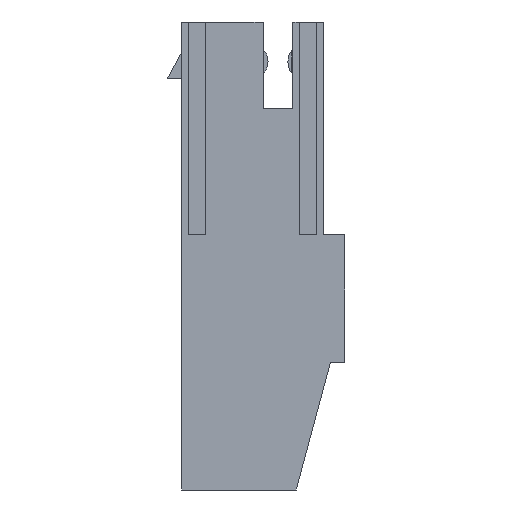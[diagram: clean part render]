
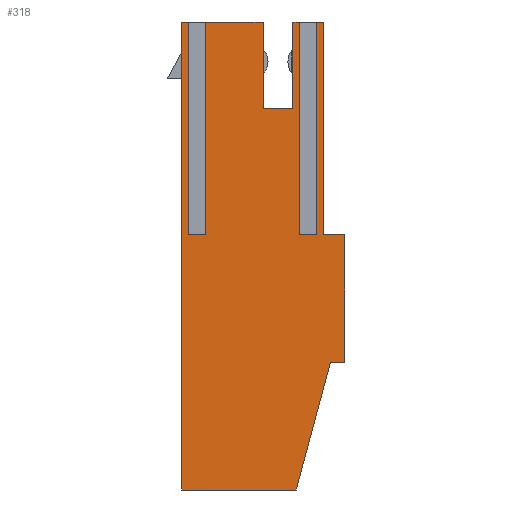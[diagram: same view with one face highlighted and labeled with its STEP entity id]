
A CAD part, front view. The second image highlights one B-rep face of the part: STEP entity #318.
In plain terms, the highlighted planar face has unit normal (0, -1, 0).
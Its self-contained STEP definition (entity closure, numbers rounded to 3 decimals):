
#318 = ADVANCED_FACE( '', ( #751 ), #752, .F. );
#751 = FACE_OUTER_BOUND( '', #1304, .T. );
#752 = PLANE( '', #1305 );
#1304 = EDGE_LOOP( '', ( #2195, #2196, #2197, #2198, #2199, #2200, #2201, #2202, #2203, #2204, #2205, #2206, #2207, #2208, #2209, #2210, #2211, #2212, #2213, #2214 ) );
#1305 = AXIS2_PLACEMENT_3D( '', #2215, #2216, #2217 );
#2195 = ORIENTED_EDGE( '', *, *, #3309, .T. );
#2196 = ORIENTED_EDGE( '', *, *, #3598, .F. );
#2197 = ORIENTED_EDGE( '', *, *, #3599, .T. );
#2198 = ORIENTED_EDGE( '', *, *, #3600, .T. );
#2199 = ORIENTED_EDGE( '', *, *, #3305, .T. );
#2200 = ORIENTED_EDGE( '', *, *, #3601, .T. );
#2201 = ORIENTED_EDGE( '', *, *, #3574, .T. );
#2202 = ORIENTED_EDGE( '', *, *, #3602, .T. );
#2203 = ORIENTED_EDGE( '', *, *, #3417, .T. );
#2204 = ORIENTED_EDGE( '', *, *, #3603, .T. );
#2205 = ORIENTED_EDGE( '', *, *, #3604, .T. );
#2206 = ORIENTED_EDGE( '', *, *, #3605, .T. );
#2207 = ORIENTED_EDGE( '', *, *, #3606, .T. );
#2208 = ORIENTED_EDGE( '', *, *, #3607, .F. );
#2209 = ORIENTED_EDGE( '', *, *, #3608, .T. );
#2210 = ORIENTED_EDGE( '', *, *, #3371, .T. );
#2211 = ORIENTED_EDGE( '', *, *, #3609, .T. );
#2212 = ORIENTED_EDGE( '', *, *, #3407, .T. );
#2213 = ORIENTED_EDGE( '', *, *, #3610, .T. );
#2214 = ORIENTED_EDGE( '', *, *, #3511, .T. );
#2215 = CARTESIAN_POINT( '', ( -7.75, 43.65, -33. ) );
#2216 = DIRECTION( '', ( 0., 1., 0. ) );
#2217 = DIRECTION( '', ( 1., 0., 0. ) );
#3305 = EDGE_CURVE( '', #3958, #3956, #3959, .T. );
#3309 = EDGE_CURVE( '', #3966, #3964, #3967, .T. );
#3371 = EDGE_CURVE( '', #4073, #4070, #4074, .T. );
#3407 = EDGE_CURVE( '', #4132, #4134, #4136, .T. );
#3417 = EDGE_CURVE( '', #4147, #4152, #4154, .T. );
#3511 = EDGE_CURVE( '', #4312, #3966, #4314, .T. );
#3574 = EDGE_CURVE( '', #4409, #4414, #4416, .T. );
#3598 = EDGE_CURVE( '', #4452, #3964, #4453, .T. );
#3599 = EDGE_CURVE( '', #4452, #4454, #4455, .T. );
#3600 = EDGE_CURVE( '', #4454, #3958, #4456, .T. );
#3601 = EDGE_CURVE( '', #3956, #4409, #4457, .T. );
#3602 = EDGE_CURVE( '', #4414, #4147, #4458, .T. );
#3603 = EDGE_CURVE( '', #4152, #4459, #4460, .T. );
#3604 = EDGE_CURVE( '', #4459, #4461, #4462, .T. );
#3605 = EDGE_CURVE( '', #4461, #4463, #4464, .T. );
#3606 = EDGE_CURVE( '', #4463, #4465, #4466, .T. );
#3607 = EDGE_CURVE( '', #4467, #4465, #4468, .T. );
#3608 = EDGE_CURVE( '', #4467, #4073, #4469, .T. );
#3609 = EDGE_CURVE( '', #4070, #4132, #4470, .T. );
#3610 = EDGE_CURVE( '', #4134, #4312, #4471, .T. );
#3956 = VERTEX_POINT( '', #4912 );
#3958 = VERTEX_POINT( '', #4915 );
#3959 = LINE( '', #4916, #4917 );
#3964 = VERTEX_POINT( '', #4924 );
#3966 = VERTEX_POINT( '', #4927 );
#3967 = LINE( '', #4928, #4929 );
#4070 = VERTEX_POINT( '', #5074 );
#4073 = VERTEX_POINT( '', #5078 );
#4074 = LINE( '', #5079, #5080 );
#4132 = VERTEX_POINT( '', #5156 );
#4134 = VERTEX_POINT( '', #5159 );
#4136 = LINE( '', #5162, #5163 );
#4147 = VERTEX_POINT( '', #5176 );
#4152 = VERTEX_POINT( '', #5183 );
#4154 = LINE( '', #5186, #5187 );
#4312 = VERTEX_POINT( '', #5409 );
#4314 = LINE( '', #5412, #5413 );
#4409 = VERTEX_POINT( '', #5544 );
#4414 = VERTEX_POINT( '', #5551 );
#4416 = LINE( '', #5554, #5555 );
#4452 = VERTEX_POINT( '', #5605 );
#4453 = LINE( '', #5606, #5607 );
#4454 = VERTEX_POINT( '', #5608 );
#4455 = LINE( '', #5609, #5610 );
#4456 = LINE( '', #5611, #5612 );
#4457 = LINE( '', #5613, #5614 );
#4458 = LINE( '', #5615, #5616 );
#4459 = VERTEX_POINT( '', #5617 );
#4460 = LINE( '', #5618, #5619 );
#4461 = VERTEX_POINT( '', #5620 );
#4462 = LINE( '', #5621, #5622 );
#4463 = VERTEX_POINT( '', #5623 );
#4464 = LINE( '', #5624, #5625 );
#4465 = VERTEX_POINT( '', #5626 );
#4466 = LINE( '', #5627, #5628 );
#4467 = VERTEX_POINT( '', #5629 );
#4468 = LINE( '', #5630, #5631 );
#4469 = LINE( '', #5632, #5633 );
#4470 = LINE( '', #5634, #5635 );
#4471 = LINE( '', #5636, #5637 );
#4912 = CARTESIAN_POINT( '', ( -7.75, 43.65, 0. ) );
#4915 = CARTESIAN_POINT( '', ( -6.95, 43.65, 0. ) );
#4916 = CARTESIAN_POINT( '', ( 2.25, 43.65, 0. ) );
#4917 = VECTOR( '', #6214, 1000. );
#4924 = CARTESIAN_POINT( '', ( -6.35, 43.65, 0. ) );
#4927 = CARTESIAN_POINT( '', ( -2., 43.65, 0. ) );
#4928 = CARTESIAN_POINT( '', ( 2.25, 43.65, 0. ) );
#4929 = VECTOR( '', #6218, 1000. );
#5074 = CARTESIAN_POINT( '', ( 0.85, 43.65, 0. ) );
#5078 = CARTESIAN_POINT( '', ( 0.85, 43.65, -15. ) );
#5079 = CARTESIAN_POINT( '', ( 0.85, 43.65, -15. ) );
#5080 = VECTOR( '', #6283, 1000. );
#5156 = CARTESIAN_POINT( '', ( 0.1, 43.65, 0. ) );
#5159 = CARTESIAN_POINT( '', ( 0.1, 43.65, -6.1 ) );
#5162 = CARTESIAN_POINT( '', ( 0.1, 43.65, -6.1 ) );
#5163 = VECTOR( '', #6331, 1000. );
#5176 = CARTESIAN_POINT( '', ( 2.75, 43.65, -24. ) );
#5183 = CARTESIAN_POINT( '', ( 3.75, 43.65, -24. ) );
#5186 = CARTESIAN_POINT( '', ( 2.75, 43.65, -24. ) );
#5187 = VECTOR( '', #6343, 1000. );
#5409 = CARTESIAN_POINT( '', ( -2., 43.65, -6.1 ) );
#5412 = CARTESIAN_POINT( '', ( -2., 43.65, 0. ) );
#5413 = VECTOR( '', #6436, 1000. );
#5544 = CARTESIAN_POINT( '', ( -7.75, 43.65, -33. ) );
#5551 = CARTESIAN_POINT( '', ( 0.338, 43.65, -33. ) );
#5554 = CARTESIAN_POINT( '', ( -7.75, 43.65, -33. ) );
#5555 = VECTOR( '', #6512, 1000. );
#5605 = CARTESIAN_POINT( '', ( -6.35, 43.65, -15. ) );
#5606 = CARTESIAN_POINT( '', ( -6.35, 43.65, -15. ) );
#5607 = VECTOR( '', #6539, 1000. );
#5608 = CARTESIAN_POINT( '', ( -6.95, 43.65, -15. ) );
#5609 = CARTESIAN_POINT( '', ( -6.95, 43.65, -15. ) );
#5610 = VECTOR( '', #6540, 1000. );
#5611 = CARTESIAN_POINT( '', ( -6.95, 43.65, -15. ) );
#5612 = VECTOR( '', #6541, 1000. );
#5613 = CARTESIAN_POINT( '', ( -7.75, 43.65, -4. ) );
#5614 = VECTOR( '', #6542, 1000. );
#5615 = CARTESIAN_POINT( '', ( 0.338, 43.65, -33. ) );
#5616 = VECTOR( '', #6543, 1000. );
#5617 = CARTESIAN_POINT( '', ( 3.75, 43.65, -15. ) );
#5618 = CARTESIAN_POINT( '', ( 3.75, 43.65, -24. ) );
#5619 = VECTOR( '', #6544, 1000. );
#5620 = CARTESIAN_POINT( '', ( 2.25, 43.65, -15. ) );
#5621 = CARTESIAN_POINT( '', ( 3.75, 43.65, -15. ) );
#5622 = VECTOR( '', #6545, 1000. );
#5623 = CARTESIAN_POINT( '', ( 2.25, 43.65, 0. ) );
#5624 = CARTESIAN_POINT( '', ( 2.25, 43.65, -15. ) );
#5625 = VECTOR( '', #6546, 1000. );
#5626 = CARTESIAN_POINT( '', ( 1.45, 43.65, 0. ) );
#5627 = CARTESIAN_POINT( '', ( 2.25, 43.65, 0. ) );
#5628 = VECTOR( '', #6547, 1000. );
#5629 = CARTESIAN_POINT( '', ( 1.45, 43.65, -15. ) );
#5630 = CARTESIAN_POINT( '', ( 1.45, 43.65, -15. ) );
#5631 = VECTOR( '', #6548, 1000. );
#5632 = CARTESIAN_POINT( '', ( 0.85, 43.65, -15. ) );
#5633 = VECTOR( '', #6549, 1000. );
#5634 = CARTESIAN_POINT( '', ( 2.25, 43.65, 0. ) );
#5635 = VECTOR( '', #6550, 1000. );
#5636 = CARTESIAN_POINT( '', ( -2.1, 43.65, -6.1 ) );
#5637 = VECTOR( '', #6551, 1000. );
#6214 = DIRECTION( '', ( -1., 0., 0. ) );
#6218 = DIRECTION( '', ( -1., 0., 0. ) );
#6283 = DIRECTION( '', ( 0., 0., 1. ) );
#6331 = DIRECTION( '', ( 0., 0., -1. ) );
#6343 = DIRECTION( '', ( 1., 0., 0. ) );
#6436 = DIRECTION( '', ( 0., 0., 1. ) );
#6512 = DIRECTION( '', ( 1., 0., 0. ) );
#6539 = DIRECTION( '', ( 0., 0., 1. ) );
#6540 = DIRECTION( '', ( -1., 0., 0. ) );
#6541 = DIRECTION( '', ( 0., 0., 1. ) );
#6542 = DIRECTION( '', ( 0., 0., -1. ) );
#6543 = DIRECTION( '', ( 0.259, 0., 0.966 ) );
#6544 = DIRECTION( '', ( 0., 0., 1. ) );
#6545 = DIRECTION( '', ( -1., 0., 0. ) );
#6546 = DIRECTION( '', ( 0., 0., 1. ) );
#6547 = DIRECTION( '', ( -1., 0., 0. ) );
#6548 = DIRECTION( '', ( 0., 0., 1. ) );
#6549 = DIRECTION( '', ( -1., 0., 0. ) );
#6550 = DIRECTION( '', ( -1., 0., 0. ) );
#6551 = DIRECTION( '', ( -1., 0., 0. ) );
